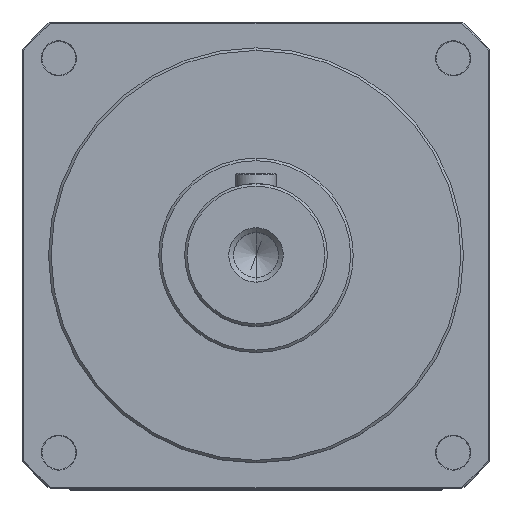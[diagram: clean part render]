
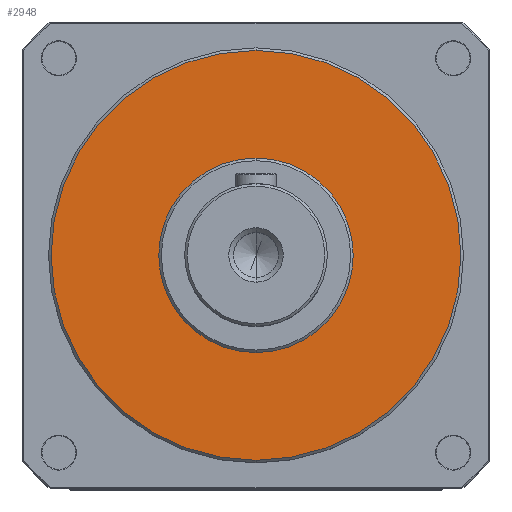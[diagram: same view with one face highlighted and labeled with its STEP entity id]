
A CAD part, top view. The second image highlights one B-rep face of the part: STEP entity #2948.
In plain terms, the highlighted planar face has unit normal (0, 0, 1).
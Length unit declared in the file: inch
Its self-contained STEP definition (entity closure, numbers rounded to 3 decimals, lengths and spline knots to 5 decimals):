
#80 = CARTESIAN_POINT ( 'NONE',  ( 0.22425, -2.04173, 4.74332 ) ) ;
#682 = CARTESIAN_POINT ( 'NONE',  ( 0.22425, 1.0685, 4.74332 ) ) ;
#779 = DIRECTION ( 'NONE',  ( 0., 1., 0. ) ) ;
#780 = ORIENTED_EDGE ( 'NONE', *, *, #1458, .F. ) ;
#862 = CARTESIAN_POINT ( 'NONE',  ( 0.22425, -2.04173, 4.74332 ) ) ;
#865 = DIRECTION ( 'NONE',  ( 0., 1., 0. ) ) ;
#1019 = AXIS2_PLACEMENT_3D ( 'NONE', #80, #1249, #4998 ) ;
#1222 = EDGE_LOOP ( 'NONE', ( #780, #5252 ) ) ;
#1243 = CIRCLE ( 'NONE', #3994, 3.11024 ) ;
#1249 = DIRECTION ( 'NONE',  ( 0., 0., -1. ) ) ;
#1425 = AXIS2_PLACEMENT_3D ( 'NONE', #682, #3052, #4751 ) ;
#1458 = EDGE_CURVE ( 'NONE', #5277, #3622, #1243, .T. ) ;
#1477 = CARTESIAN_POINT ( 'NONE',  ( 0.22425, -3.51811, 4.74332 ) ) ;
#1537 = CARTESIAN_POINT ( 'NONE',  ( 0.22425, -2.04173, 4.74332 ) ) ;
#1545 = CARTESIAN_POINT ( 'NONE',  ( 0.22425, -2.04173, 4.74332 ) ) ;
#1891 = FACE_BOUND ( 'NONE', #2860, .T. ) ;
#1963 = AXIS2_PLACEMENT_3D ( 'NONE', #1545, #3213, #3943 ) ;
#2011 = CARTESIAN_POINT ( 'NONE',  ( 0.22425, -0.56536, 4.74332 ) ) ;
#2045 = ORIENTED_EDGE ( 'NONE', *, *, #4259, .T. ) ;
#2094 = DIRECTION ( 'NONE',  ( 0., 0., -1. ) ) ;
#2125 = AXIS2_PLACEMENT_3D ( 'NONE', #862, #2094, #779 ) ;
#2372 = CIRCLE ( 'NONE', #2125, 1.47638 ) ;
#2567 = CIRCLE ( 'NONE', #1963, 1.47638 ) ;
#2700 = FACE_OUTER_BOUND ( 'NONE', #1222, .T. ) ;
#2837 = EDGE_CURVE ( 'NONE', #3453, #4597, #2372, .T. ) ;
#2860 = EDGE_LOOP ( 'NONE', ( #5243, #2045 ) ) ;
#2948 = ADVANCED_FACE ( 'NONE', ( #1891, #2700 ), #5184, .T. ) ;
#3052 = DIRECTION ( 'NONE',  ( 0., 0., 1. ) ) ;
#3213 = DIRECTION ( 'NONE',  ( 0., 0., -1. ) ) ;
#3453 = VERTEX_POINT ( 'NONE', #2011 ) ;
#3622 = VERTEX_POINT ( 'NONE', #4299 ) ;
#3694 = CIRCLE ( 'NONE', #1019, 3.11024 ) ;
#3723 = CARTESIAN_POINT ( 'NONE',  ( 0.22425, 1.0685, 4.74332 ) ) ;
#3943 = DIRECTION ( 'NONE',  ( 0., 1., 0. ) ) ;
#3994 = AXIS2_PLACEMENT_3D ( 'NONE', #1537, #4962, #865 ) ;
#4259 = EDGE_CURVE ( 'NONE', #4597, #3453, #2567, .T. ) ;
#4299 = CARTESIAN_POINT ( 'NONE',  ( 0.22425, -5.15197, 4.74332 ) ) ;
#4332 = EDGE_CURVE ( 'NONE', #3622, #5277, #3694, .T. ) ;
#4597 = VERTEX_POINT ( 'NONE', #1477 ) ;
#4751 = DIRECTION ( 'NONE',  ( 0., -1., 0. ) ) ;
#4962 = DIRECTION ( 'NONE',  ( 0., 0., -1. ) ) ;
#4998 = DIRECTION ( 'NONE',  ( 0., 1., 0. ) ) ;
#5184 = PLANE ( 'NONE',  #1425 ) ;
#5243 = ORIENTED_EDGE ( 'NONE', *, *, #2837, .T. ) ;
#5252 = ORIENTED_EDGE ( 'NONE', *, *, #4332, .F. ) ;
#5277 = VERTEX_POINT ( 'NONE', #3723 ) ;
